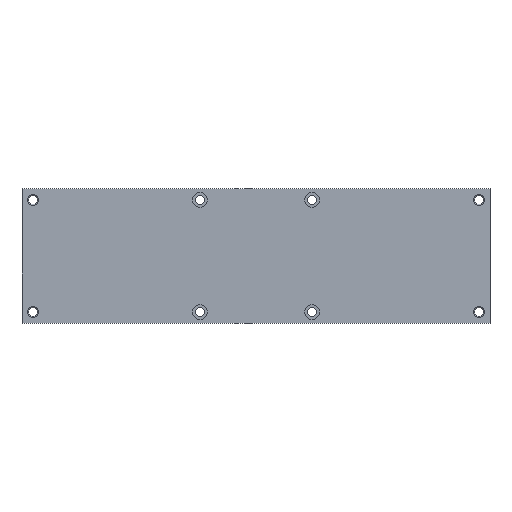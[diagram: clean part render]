
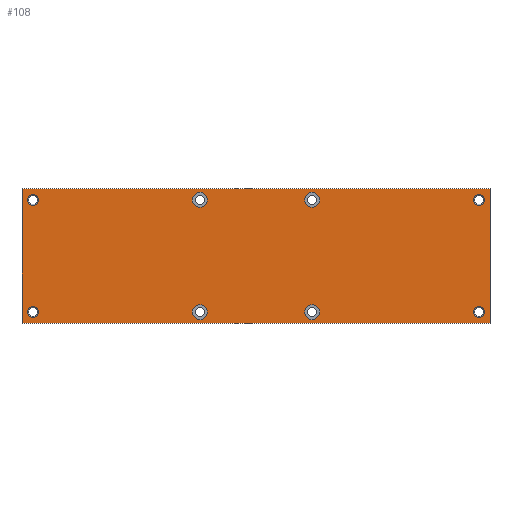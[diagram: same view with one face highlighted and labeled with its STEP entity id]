
A CAD part, top view. The second image highlights one B-rep face of the part: STEP entity #108.
In plain terms, the highlighted planar face has unit normal (0, 0, 1).
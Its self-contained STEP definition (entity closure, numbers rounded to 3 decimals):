
#108 = ADVANCED_FACE( '', ( #242, #243, #244, #245, #246, #247, #248, #249, #250 ), #251, .F. );
#242 = FACE_BOUND( '', #379, .T. );
#243 = FACE_BOUND( '', #380, .T. );
#244 = FACE_BOUND( '', #381, .T. );
#245 = FACE_BOUND( '', #382, .T. );
#246 = FACE_BOUND( '', #383, .T. );
#247 = FACE_BOUND( '', #384, .T. );
#248 = FACE_BOUND( '', #385, .T. );
#249 = FACE_BOUND( '', #386, .T. );
#250 = FACE_OUTER_BOUND( '', #387, .T. );
#251 = PLANE( '', #388 );
#379 = EDGE_LOOP( '', ( #579 ) );
#380 = EDGE_LOOP( '', ( #580 ) );
#381 = EDGE_LOOP( '', ( #581 ) );
#382 = EDGE_LOOP( '', ( #582 ) );
#383 = EDGE_LOOP( '', ( #583 ) );
#384 = EDGE_LOOP( '', ( #584 ) );
#385 = EDGE_LOOP( '', ( #585 ) );
#386 = EDGE_LOOP( '', ( #586 ) );
#387 = EDGE_LOOP( '', ( #587, #588, #589, #590 ) );
#388 = AXIS2_PLACEMENT_3D( '', #591, #592, #593 );
#579 = ORIENTED_EDGE( '', *, *, #634, .T. );
#580 = ORIENTED_EDGE( '', *, *, #666, .F. );
#581 = ORIENTED_EDGE( '', *, *, #662, .F. );
#582 = ORIENTED_EDGE( '', *, *, #651, .T. );
#583 = ORIENTED_EDGE( '', *, *, #648, .T. );
#584 = ORIENTED_EDGE( '', *, *, #674, .F. );
#585 = ORIENTED_EDGE( '', *, *, #655, .F. );
#586 = ORIENTED_EDGE( '', *, *, #607, .T. );
#587 = ORIENTED_EDGE( '', *, *, #638, .F. );
#588 = ORIENTED_EDGE( '', *, *, #658, .F. );
#589 = ORIENTED_EDGE( '', *, *, #629, .F. );
#590 = ORIENTED_EDGE( '', *, *, #646, .F. );
#591 = CARTESIAN_POINT( '', ( -171., 49., 11.5 ) );
#592 = DIRECTION( '', ( 0., 0., -1. ) );
#593 = DIRECTION( '', ( 0., 1., 0. ) );
#607 = EDGE_CURVE( '', #681, #681, #682, .T. );
#629 = EDGE_CURVE( '', #719, #721, #722, .T. );
#634 = EDGE_CURVE( '', #728, #728, #729, .T. );
#638 = EDGE_CURVE( '', #733, #735, #736, .T. );
#646 = EDGE_CURVE( '', #735, #719, #747, .T. );
#648 = EDGE_CURVE( '', #749, #749, #750, .T. );
#651 = EDGE_CURVE( '', #753, #753, #754, .T. );
#655 = EDGE_CURVE( '', #759, #759, #760, .T. );
#658 = EDGE_CURVE( '', #721, #733, #764, .T. );
#662 = EDGE_CURVE( '', #769, #769, #770, .T. );
#666 = EDGE_CURVE( '', #775, #775, #776, .T. );
#674 = EDGE_CURVE( '', #786, #786, #787, .T. );
#681 = VERTEX_POINT( '', #795 );
#682 = CIRCLE( '', #796, 4. );
#719 = VERTEX_POINT( '', #837 );
#721 = VERTEX_POINT( '', #840 );
#722 = LINE( '', #841, #842 );
#728 = VERTEX_POINT( '', #849 );
#729 = CIRCLE( '', #850, 5.5 );
#733 = VERTEX_POINT( '', #854 );
#735 = VERTEX_POINT( '', #857 );
#736 = LINE( '', #858, #859 );
#747 = LINE( '', #871, #872 );
#749 = VERTEX_POINT( '', #874 );
#750 = CIRCLE( '', #875, 4. );
#753 = VERTEX_POINT( '', #878 );
#754 = CIRCLE( '', #879, 5.5 );
#759 = VERTEX_POINT( '', #884 );
#760 = CIRCLE( '', #885, 4. );
#764 = LINE( '', #889, #890 );
#769 = VERTEX_POINT( '', #895 );
#770 = CIRCLE( '', #896, 5.5 );
#775 = VERTEX_POINT( '', #901 );
#776 = CIRCLE( '', #902, 5.5 );
#786 = VERTEX_POINT( '', #912 );
#787 = CIRCLE( '', #913, 4. );
#795 = CARTESIAN_POINT( '', ( 167., 41., 11.5 ) );
#796 = AXIS2_PLACEMENT_3D( '', #920, #921, #922 );
#837 = CARTESIAN_POINT( '', ( 171., 49., 11.5 ) );
#840 = CARTESIAN_POINT( '', ( 171., -49., 11.5 ) );
#841 = CARTESIAN_POINT( '', ( 171., 49., 11.5 ) );
#842 = VECTOR( '', #964, 1000. );
#849 = CARTESIAN_POINT( '', ( -46.5, -41., 11.5 ) );
#850 = AXIS2_PLACEMENT_3D( '', #969, #970, #971 );
#854 = CARTESIAN_POINT( '', ( -171., -49., 11.5 ) );
#857 = CARTESIAN_POINT( '', ( -171., 49., 11.5 ) );
#858 = CARTESIAN_POINT( '', ( -171., -49., 11.5 ) );
#859 = VECTOR( '', #976, 1000. );
#871 = CARTESIAN_POINT( '', ( -171., 49., 11.5 ) );
#872 = VECTOR( '', #987, 1000. );
#874 = CARTESIAN_POINT( '', ( -167., -41., 11.5 ) );
#875 = AXIS2_PLACEMENT_3D( '', #988, #989, #990 );
#878 = CARTESIAN_POINT( '', ( 46.5, 41., 11.5 ) );
#879 = AXIS2_PLACEMENT_3D( '', #991, #992, #993 );
#884 = CARTESIAN_POINT( '', ( -167., 41., 11.5 ) );
#885 = AXIS2_PLACEMENT_3D( '', #997, #998, #999 );
#889 = CARTESIAN_POINT( '', ( 171., -49., 11.5 ) );
#890 = VECTOR( '', #1003, 1000. );
#895 = CARTESIAN_POINT( '', ( -46.5, 41., 11.5 ) );
#896 = AXIS2_PLACEMENT_3D( '', #1007, #1008, #1009 );
#901 = CARTESIAN_POINT( '', ( 46.5, -41., 11.5 ) );
#902 = AXIS2_PLACEMENT_3D( '', #1013, #1014, #1015 );
#912 = CARTESIAN_POINT( '', ( 167., -41., 11.5 ) );
#913 = AXIS2_PLACEMENT_3D( '', #1022, #1023, #1024 );
#920 = CARTESIAN_POINT( '', ( 163., 41., 11.5 ) );
#921 = DIRECTION( '', ( 0., 0., -1. ) );
#922 = DIRECTION( '', ( 1., 0., 0. ) );
#964 = DIRECTION( '', ( 0., -1., 0. ) );
#969 = CARTESIAN_POINT( '', ( -41., -41., 11.5 ) );
#970 = DIRECTION( '', ( 0., 0., -1. ) );
#971 = DIRECTION( '', ( -1., 0., 0. ) );
#976 = DIRECTION( '', ( 0., 1., 0. ) );
#987 = DIRECTION( '', ( 1., 0., 0. ) );
#988 = CARTESIAN_POINT( '', ( -163., -41., 11.5 ) );
#989 = DIRECTION( '', ( 0., 0., -1. ) );
#990 = DIRECTION( '', ( -1., 0., 0. ) );
#991 = CARTESIAN_POINT( '', ( 41., 41., 11.5 ) );
#992 = DIRECTION( '', ( 0., 0., -1. ) );
#993 = DIRECTION( '', ( 1., 0., 0. ) );
#997 = CARTESIAN_POINT( '', ( -163., 41., 11.5 ) );
#998 = DIRECTION( '', ( 0., 0., 1. ) );
#999 = DIRECTION( '', ( -1., 0., 0. ) );
#1003 = DIRECTION( '', ( -1., 0., 0. ) );
#1007 = CARTESIAN_POINT( '', ( -41., 41., 11.5 ) );
#1008 = DIRECTION( '', ( 0., 0., 1. ) );
#1009 = DIRECTION( '', ( -1., 0., 0. ) );
#1013 = CARTESIAN_POINT( '', ( 41., -41., 11.5 ) );
#1014 = DIRECTION( '', ( 0., 0., 1. ) );
#1015 = DIRECTION( '', ( 1., 0., 0. ) );
#1022 = CARTESIAN_POINT( '', ( 163., -41., 11.5 ) );
#1023 = DIRECTION( '', ( 0., 0., 1. ) );
#1024 = DIRECTION( '', ( 1., 0., 0. ) );
